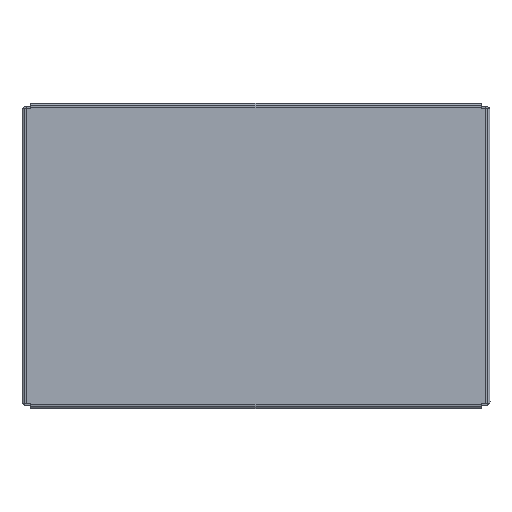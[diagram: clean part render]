
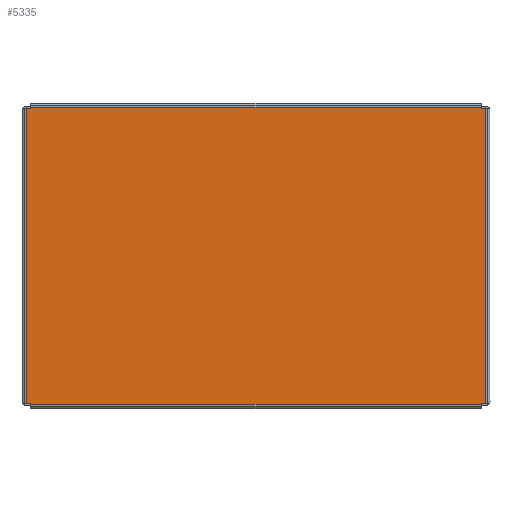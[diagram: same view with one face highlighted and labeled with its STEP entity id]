
A CAD part, top view. The second image highlights one B-rep face of the part: STEP entity #5335.
In plain terms, the highlighted face is planar.
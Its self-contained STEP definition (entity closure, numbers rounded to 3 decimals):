
#514=FACE_OUTER_BOUND('',#809,.T.);
#809=EDGE_LOOP('',(#4367,#4368,#4369,#4370,#4371,#4372,#4373,#4374,#4375,
#4376,#4377,#4378));
#1124=LINE('',#8322,#1698);
#1133=LINE('',#8360,#1707);
#1140=LINE('',#8372,#1714);
#1211=LINE('',#8576,#1785);
#1214=LINE('',#8582,#1788);
#1217=LINE('',#8588,#1791);
#1245=LINE('',#8671,#1819);
#1248=LINE('',#8680,#1822);
#1251=LINE('',#8692,#1825);
#1267=LINE('',#8744,#1841);
#1269=LINE('',#8748,#1843);
#1272=LINE('',#8754,#1846);
#1698=VECTOR('',#6641,1.);
#1707=VECTOR('',#6676,1.);
#1714=VECTOR('',#6691,1.);
#1785=VECTOR('',#6894,1.);
#1788=VECTOR('',#6899,1.);
#1791=VECTOR('',#6906,1.);
#1819=VECTOR('',#6988,1.);
#1822=VECTOR('',#6997,1.);
#1825=VECTOR('',#7010,1.);
#1841=VECTOR('',#7060,1.);
#1843=VECTOR('',#7064,1.);
#1846=VECTOR('',#7071,1.);
#2316=VERTEX_POINT('',#8319);
#2317=VERTEX_POINT('',#8321);
#2332=VERTEX_POINT('',#8357);
#2333=VERTEX_POINT('',#8359);
#2400=VERTEX_POINT('',#8573);
#2401=VERTEX_POINT('',#8575);
#2403=VERTEX_POINT('',#8581);
#2431=VERTEX_POINT('',#8668);
#2432=VERTEX_POINT('',#8670);
#2435=VERTEX_POINT('',#8679);
#2458=VERTEX_POINT('',#8742);
#2459=VERTEX_POINT('',#8747);
#2906=EDGE_CURVE('',#2316,#2317,#1124,.T.);
#2926=EDGE_CURVE('',#2332,#2333,#1133,.T.);
#2933=EDGE_CURVE('',#2317,#2332,#1140,.T.);
#3035=EDGE_CURVE('',#2400,#2401,#1211,.T.);
#3038=EDGE_CURVE('',#2400,#2403,#1214,.T.);
#3042=EDGE_CURVE('',#2333,#2403,#1217,.T.);
#3082=EDGE_CURVE('',#2431,#2432,#1245,.T.);
#3087=EDGE_CURVE('',#2431,#2435,#1248,.T.);
#3094=EDGE_CURVE('',#2401,#2435,#1251,.T.);
#3120=EDGE_CURVE('',#2458,#2316,#1267,.T.);
#3122=EDGE_CURVE('',#2458,#2459,#1269,.T.);
#3126=EDGE_CURVE('',#2432,#2459,#1272,.T.);
#4367=ORIENTED_EDGE('',*,*,#3087,.T.);
#4368=ORIENTED_EDGE('',*,*,#3094,.F.);
#4369=ORIENTED_EDGE('',*,*,#3035,.F.);
#4370=ORIENTED_EDGE('',*,*,#3038,.T.);
#4371=ORIENTED_EDGE('',*,*,#3042,.F.);
#4372=ORIENTED_EDGE('',*,*,#2926,.F.);
#4373=ORIENTED_EDGE('',*,*,#2933,.F.);
#4374=ORIENTED_EDGE('',*,*,#2906,.F.);
#4375=ORIENTED_EDGE('',*,*,#3120,.F.);
#4376=ORIENTED_EDGE('',*,*,#3122,.T.);
#4377=ORIENTED_EDGE('',*,*,#3126,.F.);
#4378=ORIENTED_EDGE('',*,*,#3082,.F.);
#5040=PLANE('',#5859);
#5335=ADVANCED_FACE('',(#514),#5040,.T.);
#5859=AXIS2_PLACEMENT_3D('',#8803,#7126,#7127);
#6641=DIRECTION('',(-1.,0.,0.));
#6676=DIRECTION('',(1.,0.,0.));
#6691=DIRECTION('',(0.,0.,1.));
#6894=DIRECTION('',(0.,0.,-1.));
#6899=DIRECTION('',(-1.,0.,0.));
#6906=DIRECTION('',(0.,0.,1.));
#6988=DIRECTION('',(-1.,0.,0.));
#6997=DIRECTION('',(0.,0.,1.));
#7010=DIRECTION('',(1.,0.,0.));
#7060=DIRECTION('',(0.,0.,1.));
#7064=DIRECTION('',(1.,0.,0.));
#7071=DIRECTION('',(0.,0.,-1.));
#7126=DIRECTION('center_axis',(0.,-1.,0.));
#7127=DIRECTION('ref_axis',(-1.,0.,0.));
#8319=CARTESIAN_POINT('',(-195.5,-78.,-152.414));
#8321=CARTESIAN_POINT('',(-199.217,-78.,-152.414));
#8322=CARTESIAN_POINT('',(-197.359,-78.,-152.414));
#8357=CARTESIAN_POINT('',(-199.217,-78.,103.586));
#8359=CARTESIAN_POINT('',(-195.5,-78.,103.586));
#8360=CARTESIAN_POINT('',(-197.359,-78.,103.586));
#8372=CARTESIAN_POINT('',(-199.217,-78.,-24.414));
#8573=CARTESIAN_POINT('',(195.5,-78.,104.303));
#8575=CARTESIAN_POINT('',(195.5,-78.,103.586));
#8576=CARTESIAN_POINT('',(195.5,-78.,103.944));
#8581=CARTESIAN_POINT('',(-195.5,-78.,104.303));
#8582=CARTESIAN_POINT('',(0.,-78.,104.303));
#8588=CARTESIAN_POINT('',(-195.5,-78.,103.944));
#8668=CARTESIAN_POINT('',(199.217,-78.,-152.414));
#8670=CARTESIAN_POINT('',(195.5,-78.,-152.414));
#8671=CARTESIAN_POINT('',(197.358,-78.,-152.414));
#8679=CARTESIAN_POINT('',(199.217,-78.,103.586));
#8680=CARTESIAN_POINT('',(199.217,-78.,-24.414));
#8692=CARTESIAN_POINT('',(197.358,-78.,103.586));
#8742=CARTESIAN_POINT('',(-195.5,-78.,-153.131));
#8744=CARTESIAN_POINT('',(-195.5,-78.,-152.773));
#8747=CARTESIAN_POINT('',(195.5,-78.,-153.131));
#8748=CARTESIAN_POINT('',(0.,-78.,-153.131));
#8754=CARTESIAN_POINT('',(195.5,-78.,-152.773));
#8803=CARTESIAN_POINT('Origin',(0.,-78.,-24.414));
